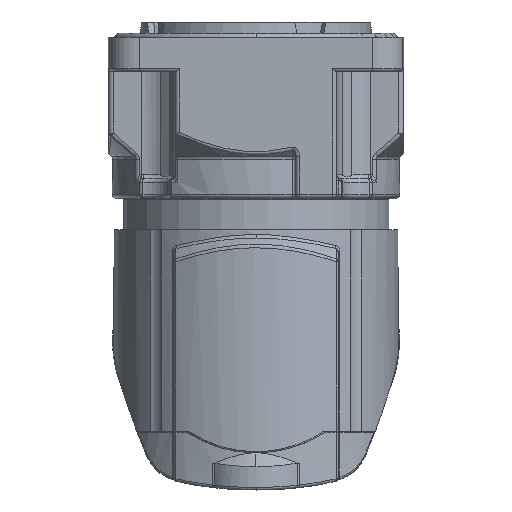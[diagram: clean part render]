
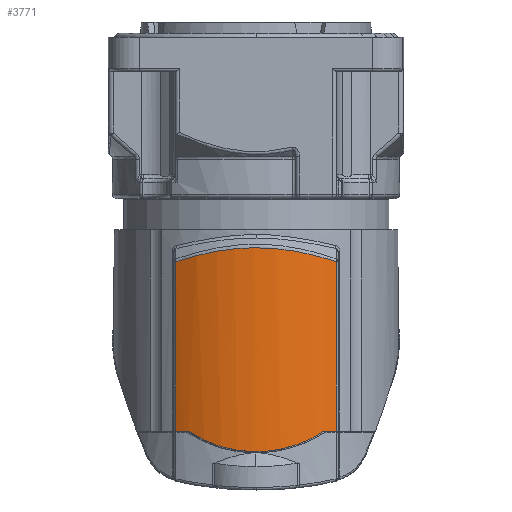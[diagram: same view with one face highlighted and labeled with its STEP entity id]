
A CAD part, front view. The second image highlights one B-rep face of the part: STEP entity #3771.
In plain terms, the highlighted cylindrical face has radius 11.484 mm (diameter 22.967 mm), a partial arc.
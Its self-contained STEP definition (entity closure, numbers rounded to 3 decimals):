
#1105=CYLINDRICAL_SURFACE('',#23025,11.484);
#2436=B_SPLINE_CURVE_WITH_KNOTS('',3,(#40867,#40868,#40869,#40870,#40871,
#40872),.UNSPECIFIED.,.F.,.F.,(4,2,4),(0.,0.5,1.),.UNSPECIFIED.);
#2458=B_SPLINE_CURVE_WITH_KNOTS('',3,(#41183,#41184,#41185,#41186,#41187,
#41188,#41189,#41190,#41191,#41192,#41193,#41194,#41195,#41196,#41197,#41198,
#41199,#41200,#41201,#41202),.UNSPECIFIED.,.F.,.F.,(4,2,2,2,2,2,2,2,2,4),
(0.,0.25,0.375,0.437,0.469,
0.5,0.625,0.75,0.875,1.),.UNSPECIFIED.);
#3771=ADVANCED_FACE('',(#5325),#1105,.T.);
#5325=FACE_OUTER_BOUND('',#6624,.T.);
#6624=EDGE_LOOP('',(#13789,#13790,#13791,#13792,#13793,#13794));
#7698=LINE('',#41135,#8682);
#7699=LINE('',#41267,#8683);
#8682=VECTOR('',#27284,1.);
#8683=VECTOR('',#27301,1.);
#13789=ORIENTED_EDGE('',*,*,#20011,.T.);
#13790=ORIENTED_EDGE('',*,*,#20008,.T.);
#13791=ORIENTED_EDGE('',*,*,#19979,.T.);
#13792=ORIENTED_EDGE('',*,*,#20020,.T.);
#13793=ORIENTED_EDGE('',*,*,#20021,.F.);
#13794=ORIENTED_EDGE('',*,*,#20018,.F.);
#17036=VERTEX_POINT('',#40866);
#17037=VERTEX_POINT('',#40873);
#17056=VERTEX_POINT('',#41131);
#17057=VERTEX_POINT('',#41136);
#17060=VERTEX_POINT('',#41203);
#17061=VERTEX_POINT('',#41266);
#19979=EDGE_CURVE('',#17037,#17036,#2436,.T.);
#20008=EDGE_CURVE('',#17056,#17037,#21376,.T.);
#20011=EDGE_CURVE('',#17057,#17056,#7698,.T.);
#20018=EDGE_CURVE('',#17057,#17060,#2458,.T.);
#20020=EDGE_CURVE('',#17036,#17061,#21382,.T.);
#20021=EDGE_CURVE('',#17060,#17061,#7699,.T.);
#21376=CIRCLE('',#23013,11.484);
#21382=CIRCLE('',#23024,11.484);
#23013=AXIS2_PLACEMENT_3D('',#41130,#27276,#27277);
#23024=AXIS2_PLACEMENT_3D('',#41265,#27299,#27300);
#23025=AXIS2_PLACEMENT_3D('',#41268,#27302,#27303);
#27276=DIRECTION('',(0.,0.,1.));
#27277=DIRECTION('',(-0.51,-0.86,0.));
#27284=DIRECTION('',(0.,0.,-1.));
#27299=DIRECTION('',(0.,0.,1.));
#27300=DIRECTION('',(0.433,-0.901,0.));
#27301=DIRECTION('',(0.,0.,-1.));
#27302=DIRECTION('',(0.,0.,1.));
#27303=DIRECTION('',(0.,1.,0.));
#40866=CARTESIAN_POINT('',(4.97,-30.352,-6.8));
#40867=CARTESIAN_POINT('',(-4.97,-30.352,-6.8));
#40868=CARTESIAN_POINT('',(-3.464,-31.075,-7.8));
#40869=CARTESIAN_POINT('',(-1.756,-31.484,-8.3));
#40870=CARTESIAN_POINT('',(1.756,-31.484,-8.3));
#40871=CARTESIAN_POINT('',(3.464,-31.075,-7.8));
#40872=CARTESIAN_POINT('',(4.97,-30.352,-6.8));
#40873=CARTESIAN_POINT('',(-4.97,-30.352,-6.8));
#41130=CARTESIAN_POINT('',(0.,-20.,-6.8));
#41131=CARTESIAN_POINT('',(-5.853,-29.88,-6.8));
#41135=CARTESIAN_POINT('',(-5.853,-29.88,5.578));
#41136=CARTESIAN_POINT('',(-5.853,-29.88,5.578));
#41183=CARTESIAN_POINT('',(-5.853,-29.88,5.578));
#41184=CARTESIAN_POINT('',(-4.898,-30.446,5.887));
#41185=CARTESIAN_POINT('',(-3.953,-30.82,6.143));
#41186=CARTESIAN_POINT('',(-2.635,-31.187,6.392));
#41187=CARTESIAN_POINT('',(-2.212,-31.276,6.455));
#41188=CARTESIAN_POINT('',(-1.612,-31.372,6.522));
#41189=CARTESIAN_POINT('',(-1.418,-31.397,6.54));
#41190=CARTESIAN_POINT('',(-1.136,-31.428,6.561));
#41191=CARTESIAN_POINT('',(-1.043,-31.437,6.568));
#41192=CARTESIAN_POINT('',(-0.861,-31.452,6.578));
#41193=CARTESIAN_POINT('',(-0.829,-31.455,6.58));
#41194=CARTESIAN_POINT('',(-0.106,-31.498,6.611));
#41195=CARTESIAN_POINT('',(0.506,-31.49,6.606));
#41196=CARTESIAN_POINT('',(1.772,-31.364,6.516));
#41197=CARTESIAN_POINT('',(2.43,-31.236,6.425));
#41198=CARTESIAN_POINT('',(3.461,-30.963,6.237));
#41199=CARTESIAN_POINT('',(3.864,-30.829,6.146));
#41200=CARTESIAN_POINT('',(4.916,-30.394,5.869));
#41201=CARTESIAN_POINT('',(5.403,-30.147,5.721));
#41202=CARTESIAN_POINT('',(5.853,-29.88,5.578));
#41203=CARTESIAN_POINT('',(5.853,-29.88,5.578));
#41265=CARTESIAN_POINT('',(0.,-20.,-6.8));
#41266=CARTESIAN_POINT('',(5.853,-29.88,-6.8));
#41267=CARTESIAN_POINT('',(5.853,-29.88,5.578));
#41268=CARTESIAN_POINT('',(0.,-20.,-17.15));
